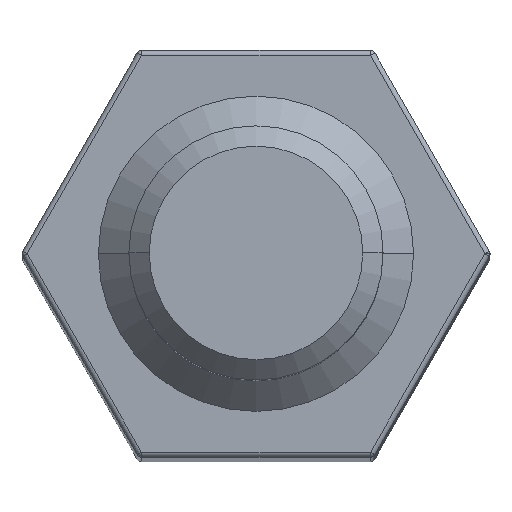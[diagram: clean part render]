
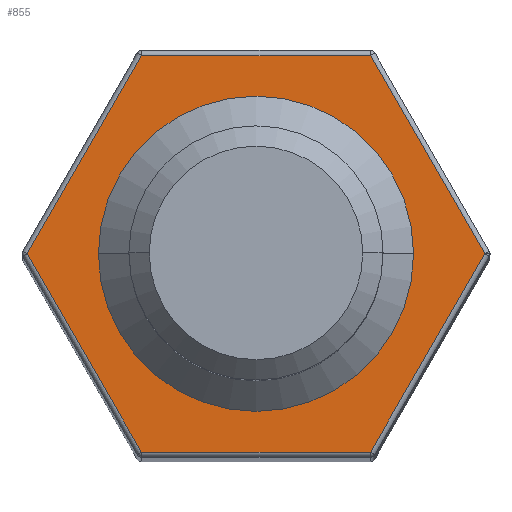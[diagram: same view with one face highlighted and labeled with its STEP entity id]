
A CAD part, top view. The second image highlights one B-rep face of the part: STEP entity #855.
In plain terms, the highlighted planar face has unit normal (0, 0, 1).
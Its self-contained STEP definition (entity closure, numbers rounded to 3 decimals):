
#5 = CARTESIAN_POINT ( 'NONE',  ( 2.223, -3.95, 0. ) ) ;
#19 = LINE ( 'NONE', #504, #675 ) ;
#58 = LINE ( 'NONE', #665, #949 ) ;
#63 = VERTEX_POINT ( 'NONE', #1119 ) ;
#78 = LINE ( 'NONE', #583, #686 ) ;
#81 = CARTESIAN_POINT ( 'NONE',  ( 2.252, 3.9, 0. ) ) ;
#124 = ORIENTED_EDGE ( 'NONE', *, *, #1375, .T. ) ;
#145 = DIRECTION ( 'NONE',  ( 0.5, 0.866, 0. ) ) ;
#166 = EDGE_LOOP ( 'NONE', ( #342, #498, #363, #517, #808, #124 ) ) ;
#170 = EDGE_CURVE ( 'NONE', #918, #939, #1114, .T. ) ;
#174 = LINE ( 'NONE', #5, #1035 ) ;
#181 = VERTEX_POINT ( 'NONE', #787 ) ;
#196 = CARTESIAN_POINT ( 'NONE',  ( 2.252, -3.9, 0. ) ) ;
#267 = EDGE_CURVE ( 'NONE', #1198, #63, #58, .T. ) ;
#330 = DIRECTION ( 'NONE',  ( -1., 0., 0. ) ) ;
#338 = DIRECTION ( 'NONE',  ( 0., 0., -1. ) ) ;
#339 = CARTESIAN_POINT ( 'NONE',  ( 0., 0., 0. ) ) ;
#342 = ORIENTED_EDGE ( 'NONE', *, *, #367, .T. ) ;
#352 = CARTESIAN_POINT ( 'NONE',  ( -3.1, 0., 0. ) ) ;
#363 = ORIENTED_EDGE ( 'NONE', *, *, #267, .T. ) ;
#367 = EDGE_CURVE ( 'NONE', #181, #1125, #78, .T. ) ;
#464 = EDGE_CURVE ( 'NONE', #1428, #1150, #869, .T. ) ;
#473 = DIRECTION ( 'NONE',  ( -0.5, 0.866, 0. ) ) ;
#475 = CARTESIAN_POINT ( 'NONE',  ( -2.252, 3.9, 0. ) ) ;
#486 = CARTESIAN_POINT ( 'NONE',  ( 0., 0., 0. ) ) ;
#498 = ORIENTED_EDGE ( 'NONE', *, *, #745, .T. ) ;
#504 = CARTESIAN_POINT ( 'NONE',  ( -4.532, 0.05, 0. ) ) ;
#517 = ORIENTED_EDGE ( 'NONE', *, *, #1361, .T. ) ;
#551 = DIRECTION ( 'NONE',  ( -1., 0., 0. ) ) ;
#557 = CARTESIAN_POINT ( 'NONE',  ( -2.252, -3.9, 0. ) ) ;
#583 = CARTESIAN_POINT ( 'NONE',  ( 2.223, 3.95, 0. ) ) ;
#598 = DIRECTION ( 'NONE',  ( -1., 0., 0. ) ) ;
#636 = CARTESIAN_POINT ( 'NONE',  ( -4.619, 3.9, 0. ) ) ;
#639 = VECTOR ( 'NONE', #1352, 1000. ) ;
#665 = CARTESIAN_POINT ( 'NONE',  ( -4.532, -0.05, 0. ) ) ;
#673 = DIRECTION ( 'NONE',  ( -0.5, -0.866, 0. ) ) ;
#675 = VECTOR ( 'NONE', #1145, 1000. ) ;
#686 = VECTOR ( 'NONE', #473, 1000. ) ;
#745 = EDGE_CURVE ( 'NONE', #1125, #1198, #923, .T. ) ;
#787 = CARTESIAN_POINT ( 'NONE',  ( 4.503, 0., 0. ) ) ;
#798 = CARTESIAN_POINT ( 'NONE',  ( -4.619, -3.9, 0. ) ) ;
#804 = DIRECTION ( 'NONE',  ( 1., 0., 0. ) ) ;
#808 = ORIENTED_EDGE ( 'NONE', *, *, #170, .T. ) ;
#850 = CARTESIAN_POINT ( 'NONE',  ( 3.1, 0., 0. ) ) ;
#855 = ADVANCED_FACE ( 'NONE', ( #1105, #1134 ), #1182, .F. ) ;
#869 = CIRCLE ( 'NONE', #963, 3.1 ) ;
#911 = AXIS2_PLACEMENT_3D ( 'NONE', #1078, #1277, #551 ) ;
#918 = VERTEX_POINT ( 'NONE', #557 ) ;
#923 = LINE ( 'NONE', #636, #639 ) ;
#939 = VERTEX_POINT ( 'NONE', #196 ) ;
#949 = VECTOR ( 'NONE', #673, 1000. ) ;
#963 = AXIS2_PLACEMENT_3D ( 'NONE', #339, #338, #330 ) ;
#1035 = VECTOR ( 'NONE', #145, 1000. ) ;
#1078 = CARTESIAN_POINT ( 'NONE',  ( -4.619, 0., 0. ) ) ;
#1096 = EDGE_LOOP ( 'NONE', ( #1230, #1106 ) ) ;
#1105 = FACE_OUTER_BOUND ( 'NONE', #166, .T. ) ;
#1106 = ORIENTED_EDGE ( 'NONE', *, *, #464, .T. ) ;
#1114 = LINE ( 'NONE', #798, #1400 ) ;
#1119 = CARTESIAN_POINT ( 'NONE',  ( -4.503, 0., 0. ) ) ;
#1125 = VERTEX_POINT ( 'NONE', #81 ) ;
#1134 = FACE_BOUND ( 'NONE', #1096, .T. ) ;
#1145 = DIRECTION ( 'NONE',  ( 0.5, -0.866, 0. ) ) ;
#1150 = VERTEX_POINT ( 'NONE', #352 ) ;
#1182 = PLANE ( 'NONE',  #911 ) ;
#1198 = VERTEX_POINT ( 'NONE', #475 ) ;
#1225 = DIRECTION ( 'NONE',  ( 0., 0., -1. ) ) ;
#1230 = ORIENTED_EDGE ( 'NONE', *, *, #1253, .T. ) ;
#1253 = EDGE_CURVE ( 'NONE', #1150, #1428, #1345, .T. ) ;
#1277 = DIRECTION ( 'NONE',  ( 0., 0., -1. ) ) ;
#1345 = CIRCLE ( 'NONE', #1413, 3.1 ) ;
#1352 = DIRECTION ( 'NONE',  ( -1., 0., 0. ) ) ;
#1361 = EDGE_CURVE ( 'NONE', #63, #918, #19, .T. ) ;
#1375 = EDGE_CURVE ( 'NONE', #939, #181, #174, .T. ) ;
#1400 = VECTOR ( 'NONE', #804, 1000. ) ;
#1413 = AXIS2_PLACEMENT_3D ( 'NONE', #486, #1225, #598 ) ;
#1428 = VERTEX_POINT ( 'NONE', #850 ) ;
